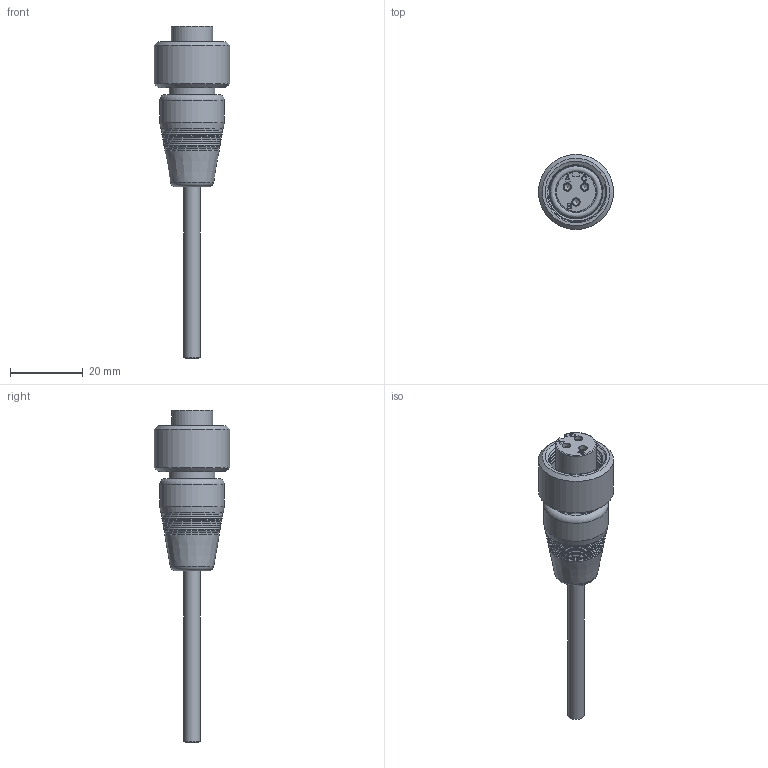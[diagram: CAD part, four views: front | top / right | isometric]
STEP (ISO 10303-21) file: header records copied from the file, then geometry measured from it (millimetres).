
FILE_DESCRIPTION(/* description */ (''),/* implementation_level */ '2;1');
FILE_NAME(/* name */ 'A3R.stp',/* time_stamp */ '2017-05-02T15:59:58-04:00',/* author */ ('aneininger'),/* organization */ (''),/* preprocessor_version */ 'ST-DEVELOPER v16.5',/* originating_system */ 'Autodesk Inventor 2017',/* authorisation */ '');
FILE_SCHEMA (('AUTOMOTIVE_DESIGN { 1 0 10303 214 3 1 1 }'));
Length unit declared in the file: inch
Products named in the file (1): A3R
Bounding box: 20.65 x 20.65 x 91.34 mm (x, y, z)
Volume: 9424.8 mm3; surface area: 5547.9 mm2
Topology: 1 solids, 1 shells, 400 faces, 761 edges, 423 vertices
Faces by surface type: cylinder 167, plane 150, bspline 37, cone 24, torus 22
Full cylindrical faces by diameter (mm): 0.127 x6, 0.128 x13, 0.203 x36, 1.448 x3, 1.727 x3, 2.286 x3, 3.2 x1, 3.353 x1, 4.47 x1, 9.525 x1, 12.649 x1, 12.827 x1, 14.605 x1, 15.875 x1, 17.78 x1, 20.651 x1
Entity records: 12849 total; most frequent: CARTESIAN_POINT 4788, DIRECTION 1674, ORIENTED_EDGE 1400, AXIS2_PLACEMENT_3D 759, EDGE_CURVE 642, EDGE_LOOP 557, VERTEX_POINT 401, ADVANCED_FACE 400
